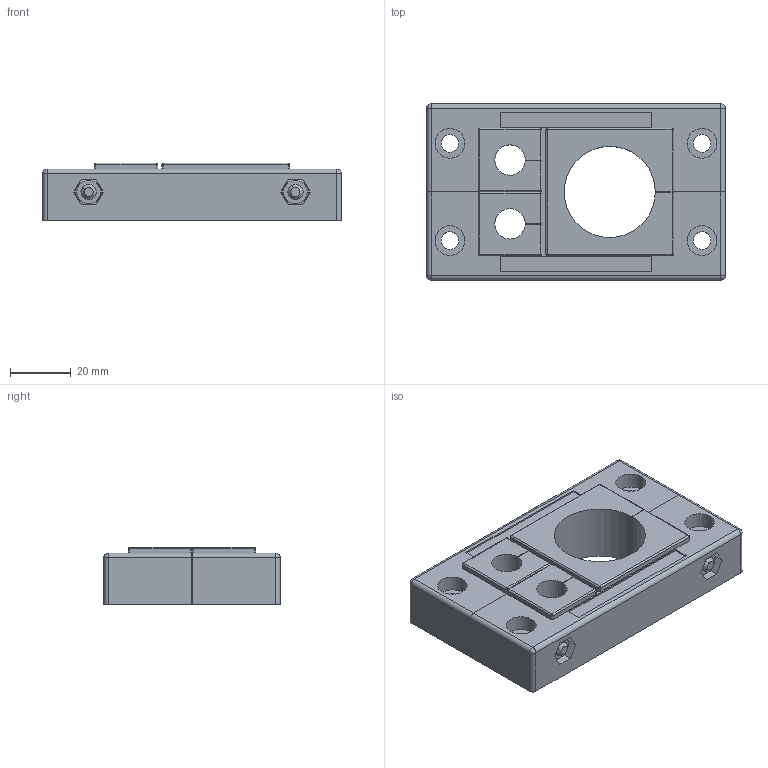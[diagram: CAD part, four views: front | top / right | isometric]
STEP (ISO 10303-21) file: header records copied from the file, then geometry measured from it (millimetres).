
FILE_DESCRIPTION(('STEP AP242'),'1');
FILE_NAME('42212.stp','2020-06-03T12:42:05',('TraceParts'),('TraceParts S.A.'),'Spatial InterOp 3D',' ',' ');
FILE_SCHEMA(('AP242_MANAGED_MODEL_BASED_3D_ENGINEERING_MIM_LF {1 0 10303 442 1 1 4}'));
Length unit declared in the file: millimetre
Products named in the file (1): 42212_1
Bounding box: 98.3 x 58 x 19 mm (x, y, z)
Volume: 85428.2 mm3; surface area: 37316.5 mm2
Topology: 8 solids, 8 shells, 280 faces, 670 edges, 404 vertices
Faces by surface type: plane 145, cylinder 95, cone 20, sphere 16, torus 4
Entity records: 8039 total; most frequent: CARTESIAN_POINT 1502, DIRECTION 1388, ORIENTED_EDGE 1308, EDGE_CURVE 654, AXIS2_PLACEMENT_3D 482, LINE 424, VECTOR 424, VERTEX_POINT 404
